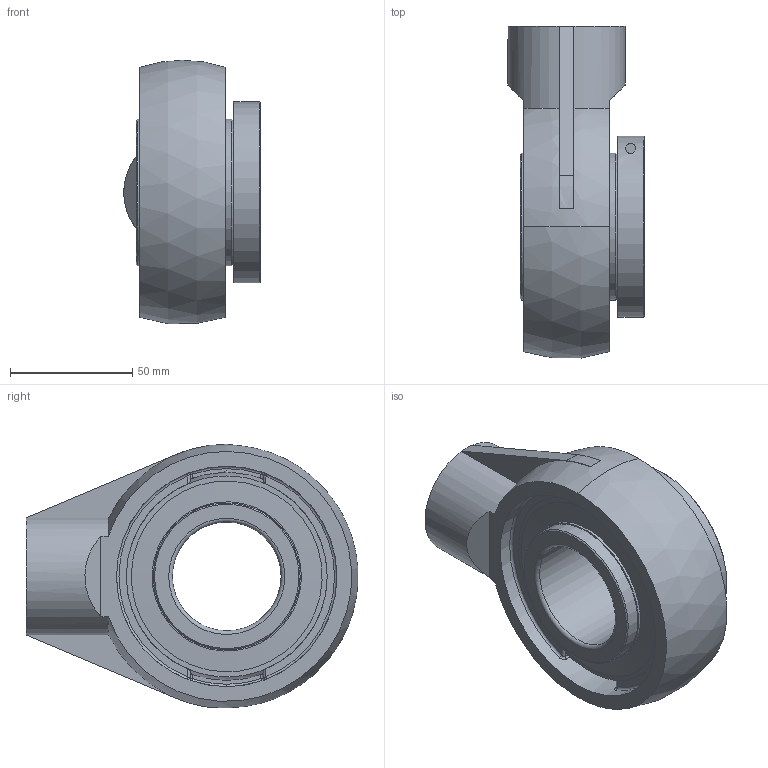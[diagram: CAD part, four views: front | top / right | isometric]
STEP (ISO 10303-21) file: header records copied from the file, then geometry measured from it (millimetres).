
FILE_DESCRIPTION(('HOOPS Exchange Step'),'2;1');
FILE_NAME('export-1DAB036E-E0FA-4244-AA85-4AC3D6973148.stp','2020-05-27T10:03:38-07:00',('dkerr'),('Alibre'),'HOOPS Exchange 2020.0','Alibre','Unknown authorisation');
FILE_SCHEMA( ('AP242_MANAGED_MODEL_BASED_3D_ENGINEERING_MIM_LF {1 0 10303 442 1 1 4 }') );
Length unit declared in the file: inch
Products named in the file (8): MRN SHAM L4L 209; MRN SUE 209-28 L4L (1.75) (Race); MRN SUE 209 L4L (Ball); MRN SUE 209 L4L (Lock Ring); MRN SUE 209 L4L (Shield); MRN SUE 209 L4L (Bolt); MRN SUE 209-28 L4L (1.75); MRN SUESHAM 209-28 L4L (1.750inch)
Assembly tree (8 placements, depth 3):
  MRN SUESHAM 209-28 L4L (1.750inch)
    MRN SHAM L4L 209
    MRN SUE 209-28 L4L (1.75)
      MRN SUE 209-28 L4L (1.75) (Race)
      MRN SUE 209 L4L (Ball)
      MRN SUE 209 L4L (Lock Ring)
      MRN SUE 209 L4L (Shield)  x2
      MRN SUE 209 L4L (Bolt)
Bounding box: 55.68 x 135.62 x 107.66 mm (x, y, z)
Volume: 252778.5 mm3; surface area: 90445.8 mm2
Topology: 16 solids, 16 shells, 203 faces, 565 edges, 375 vertices
Faces by surface type: plane 72, cylinder 53, cone 32, torus 24, sphere 18, bspline 4
Full cylindrical faces by diameter (mm): 4.134 x1, 4.137 x1, 5.8 x1, 8.5 x1, 25.4 x1, 44.45 x1, 60 x4, 61.016 x2, 76 x2, 78 x2, 88.104 x1, 90.104 x1, 95.22 x1
Entity records: 10328 total; most frequent: CARTESIAN_POINT 5086, DIRECTION 1110, ORIENTED_EDGE 1040, EDGE_CURVE 520, AXIS2_PLACEMENT_3D 459, VERTEX_POINT 361, CIRCLE 241, EDGE_LOOP 215
